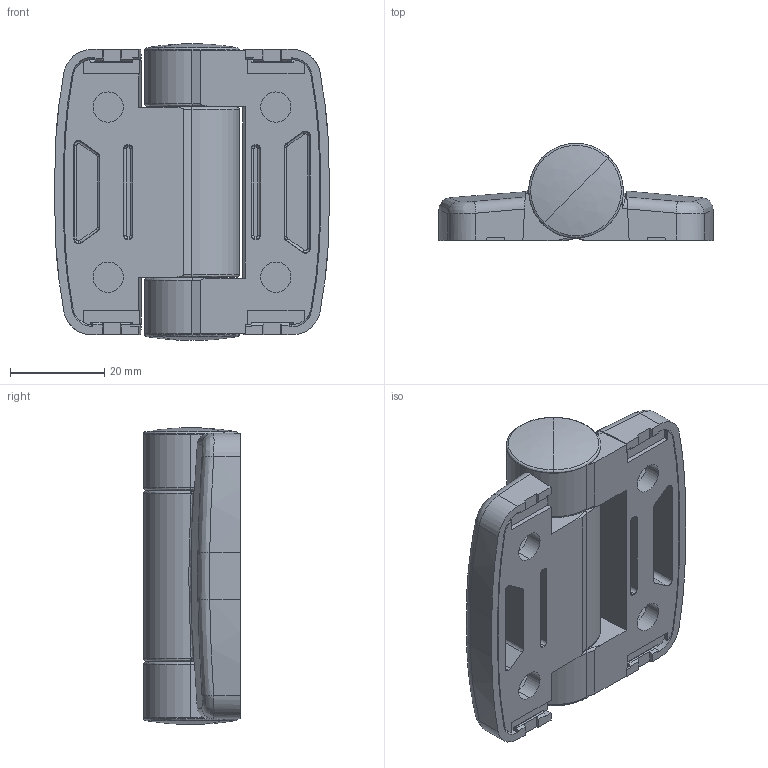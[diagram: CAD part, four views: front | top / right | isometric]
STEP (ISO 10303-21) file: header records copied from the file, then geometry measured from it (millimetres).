
FILE_DESCRIPTION (( 'STEP AP214' ), '1' );
FILE_NAME ('095sf3030a00.STEP', '2014-10-01T09:32:12', ( 'Not-Admin' ), ( 'Hewlett-Packard Company' ), 'SwSTEP 2.0', 'SolidWorks 2014', '' );
FILE_SCHEMA (( 'AUTOMOTIVE_DESIGN' ));
Length unit declared in the file: millimetre
Products named in the file (1): 095sf3030a00
Bounding box: 58 x 20.5 x 62.76 mm (x, y, z)
Volume: 33661.1 mm3; surface area: 30502.3 mm2
Topology: 9 solids, 9 shells, 662 faces, 1668 edges, 1031 vertices
Faces by surface type: plane 234, cylinder 187, bspline 176, cone 65
Entity records: 30910 total; most frequent: CARTESIAN_POINT 8579, ORIENTED_EDGE 3312, DIRECTION 2924, EDGE_CURVE 1656, AXIS2_PLACEMENT_3D 1059, VERTEX_POINT 1031, VECTOR 806, LINE 806
